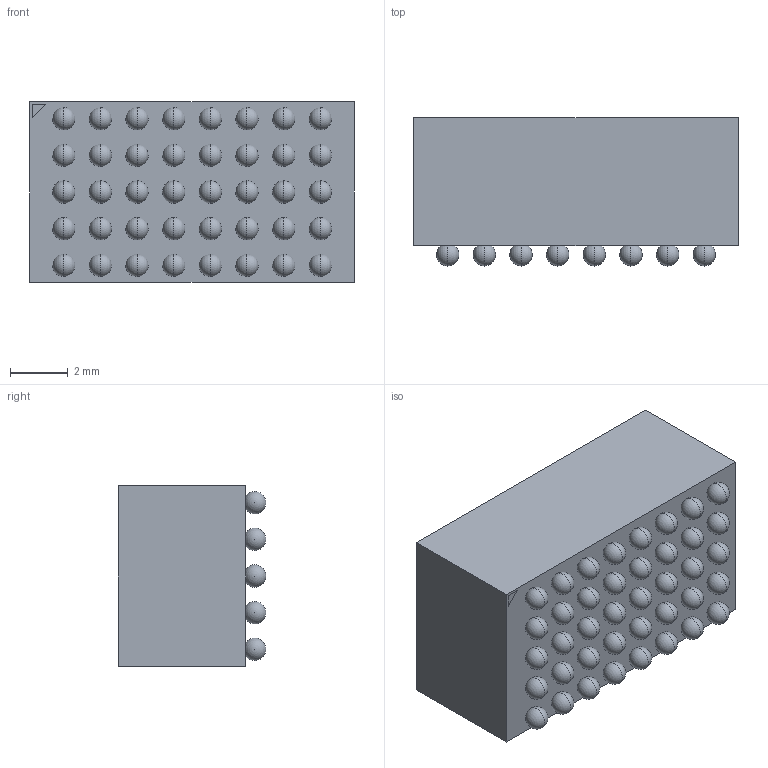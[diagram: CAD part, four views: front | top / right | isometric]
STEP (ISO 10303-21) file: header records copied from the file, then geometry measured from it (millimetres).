
FILE_DESCRIPTION (( 'STEP AP214' ), '1' );
FILE_NAME ('LTM8045IY.STEP', '2018-09-11T22:24:05', ( '' ), ( '' ), 'SwSTEP 2.0', 'SolidWorks 2017', '' );
FILE_SCHEMA (( 'AUTOMOTIVE_DESIGN' ));
Length unit declared in the file: millimetre
Products named in the file (1): LTM8045IY
Bounding box: 11.25 x 5.12 x 6.25 mm (x, y, z)
Volume: 320.7 mm3; surface area: 373 mm2
Topology: 43 solids, 43 shells, 102 faces, 322 edges, 228 vertices
Faces by surface type: sphere 80, plane 18, cylinder 4
Entity records: 2566 total; most frequent: DIRECTION 416, CARTESIAN_POINT 333, ORIENTED_EDGE 244, AXIS2_PLACEMENT_3D 191, EDGE_CURVE 122, VERTEX_POINT 108, EDGE_LOOP 104, FACE_OUTER_BOUND 102
